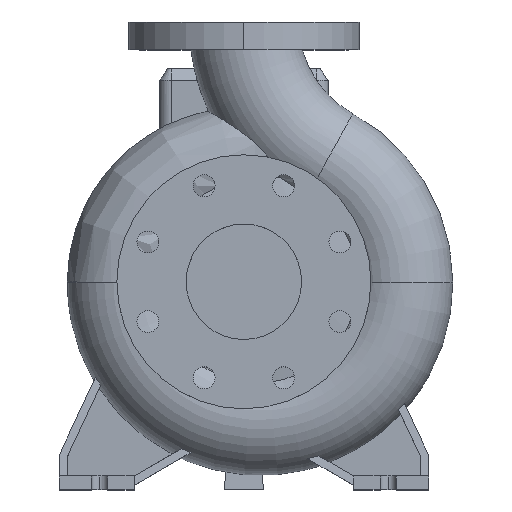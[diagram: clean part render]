
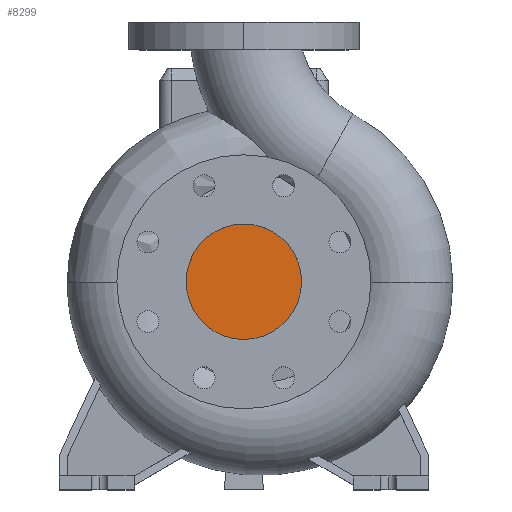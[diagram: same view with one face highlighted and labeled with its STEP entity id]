
A CAD part, top view. The second image highlights one B-rep face of the part: STEP entity #8299.
In plain terms, the highlighted planar face has unit normal (0, 0, 1).
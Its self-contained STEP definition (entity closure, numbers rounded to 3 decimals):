
#485 = CARTESIAN_POINT ( 'NONE',  ( 0., 50., 113. ) ) ;
#1527 = DIRECTION ( 'NONE',  ( 0., 0., 1. ) ) ;
#1541 = EDGE_CURVE ( 'NONE', #7368, #3180, #3609, .T. ) ;
#2582 = CARTESIAN_POINT ( 'NONE',  ( 0., 0., 113. ) ) ;
#3180 = VERTEX_POINT ( 'NONE', #8456 ) ;
#3236 = ORIENTED_EDGE ( 'NONE', *, *, #1541, .T. ) ;
#3609 = CIRCLE ( 'NONE', #10830, 50. ) ;
#4042 = PLANE ( 'NONE',  #9040 ) ;
#4787 = EDGE_CURVE ( 'NONE', #3180, #7368, #8950, .T. ) ;
#5106 = DIRECTION ( 'NONE',  ( 0., 0., -1. ) ) ;
#5659 = ORIENTED_EDGE ( 'NONE', *, *, #4787, .T. ) ;
#7268 = DIRECTION ( 'NONE',  ( 1., 0., 0. ) ) ;
#7368 = VERTEX_POINT ( 'NONE', #14310 ) ;
#8242 = CARTESIAN_POINT ( 'NONE',  ( 0., 0., 113. ) ) ;
#8299 = ADVANCED_FACE ( 'NONE', ( #10892 ), #4042, .F. ) ;
#8456 = CARTESIAN_POINT ( 'NONE',  ( 50., 0., 113. ) ) ;
#8639 = DIRECTION ( 'NONE',  ( -1., 0., 0. ) ) ;
#8908 = EDGE_LOOP ( 'NONE', ( #5659, #3236 ) ) ;
#8950 = CIRCLE ( 'NONE', #13045, 50. ) ;
#9040 = AXIS2_PLACEMENT_3D ( 'NONE', #485, #5106, #8639 ) ;
#9524 = DIRECTION ( 'NONE',  ( 1., 0., 0. ) ) ;
#10830 = AXIS2_PLACEMENT_3D ( 'NONE', #8242, #1527, #9524 ) ;
#10872 = DIRECTION ( 'NONE',  ( 0., 0., 1. ) ) ;
#10892 = FACE_OUTER_BOUND ( 'NONE', #8908, .T. ) ;
#13045 = AXIS2_PLACEMENT_3D ( 'NONE', #2582, #10872, #7268 ) ;
#14310 = CARTESIAN_POINT ( 'NONE',  ( -50., 0., 113. ) ) ;
